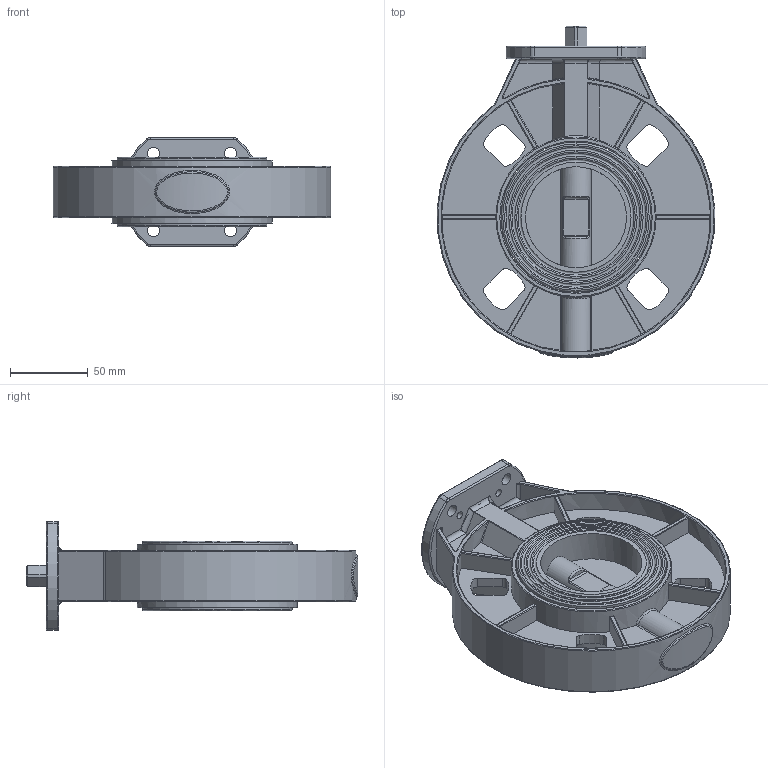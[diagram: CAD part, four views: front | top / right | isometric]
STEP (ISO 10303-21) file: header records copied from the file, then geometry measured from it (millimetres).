
FILE_DESCRIPTION(/* description */ (''),/* implementation_level */ '2;1');
FILE_NAME(/* name */ 'DN65_3D_STEP.stp',/* time_stamp */ '2025-09-10T21:59:53+03:00',/* author */ ('igorr'),/* organization */ (''),/* preprocessor_version */ 'ST-DEVELOPER v20',/* originating_system */ 'Autodesk Inventor 2025',/* authorisation */ '');
FILE_SCHEMA (('AUTOMOTIVE_DESIGN { 1 0 10303 214 3 1 1 }'));
Length unit declared in the file: millimetre
Products named in the file (4): Сборка1; Деталь1; Деталь2; AS 1427 - M2,5 x 4
Assembly tree (4 placements, depth 2):
  Сборка1
    Деталь1
    Деталь2
    AS 1427 - M2,5 x 4  x2
Bounding box: 178.54 x 213.5 x 70 mm (x, y, z)
Volume: 497805.2 mm3; surface area: 159306.7 mm2
Topology: 6 solids, 6 shells, 428 faces, 1097 edges, 695 vertices
Faces by surface type: cylinder 148, plane 146, torus 65, bspline 41, cone 26, sphere 2
Full cylindrical faces by diameter (mm): 2.224 x2, 2.5 x2, 3 x2, 5 x4, 8 x4, 20 x2, 34.6 x1, 35 x1, 65 x2, 96.2 x1, 97 x1, 103 x2
Entity records: 15207 total; most frequent: CARTESIAN_POINT 5057, ORIENTED_EDGE 2026, DIRECTION 2016, EDGE_CURVE 1013, AXIS2_PLACEMENT_3D 814, VERTEX_POINT 643, EDGE_LOOP 452, CIRCLE 401
